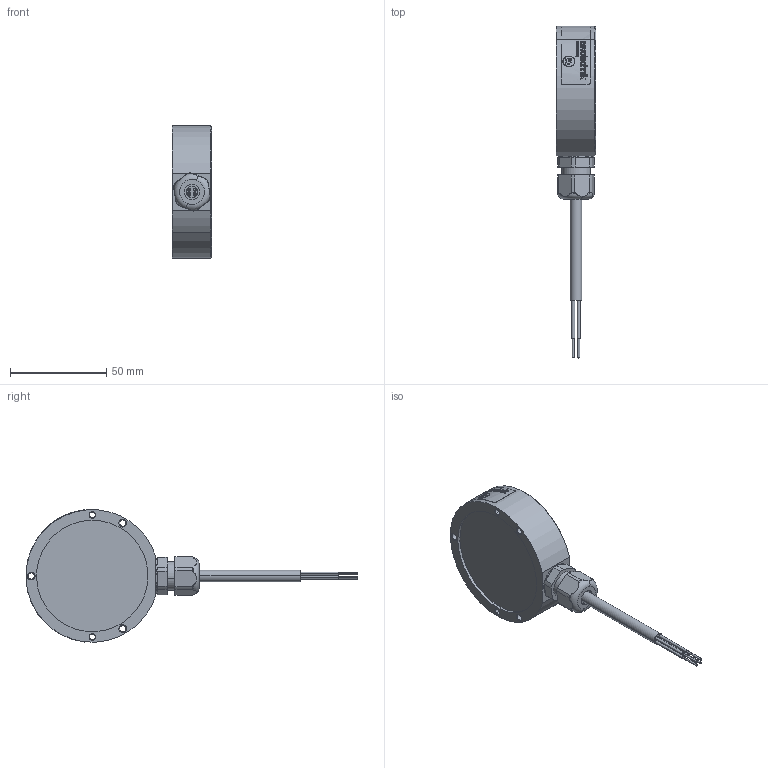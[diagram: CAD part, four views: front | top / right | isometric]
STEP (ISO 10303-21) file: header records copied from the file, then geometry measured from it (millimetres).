
FILE_DESCRIPTION (( 'STEP AP214' ), '1' );
FILE_NAME ('RFX-6901-_ _ _-_ _ _-25_.step', '2015-11-23T09:25:18', ( 'dummy' ), ( 'Microsoft' ), 'SwSTEP 2.0', 'SolidWorks 2014', '' );
FILE_SCHEMA (( 'AUTOMOTIVE_DESIGN' ));
Length unit declared in the file: millimetre
Products named in the file (1): RFX-6901-_ _ _-_ _ _-25_
Bounding box: 20.4 x 172.18 x 68.68 mm (x, y, z)
Surface area: 18445.4 mm2 (no closed solid volume)
Topology: 0 solids, 9 shells, 162 faces, 690 edges, 577 vertices
Faces by surface type: cylinder 80, plane 42, cone 31, torus 9
Entity records: 12482 total; most frequent: CARTESIAN_POINT 5066, ORIENTED_EDGE 1236, DIRECTION 1019, EDGE_CURVE 690, VERTEX_POINT 577, AXIS2_PLACEMENT_3D 406, CIRCLE 243, B_SPLINE_CURVE_WITH_KNOTS 240
